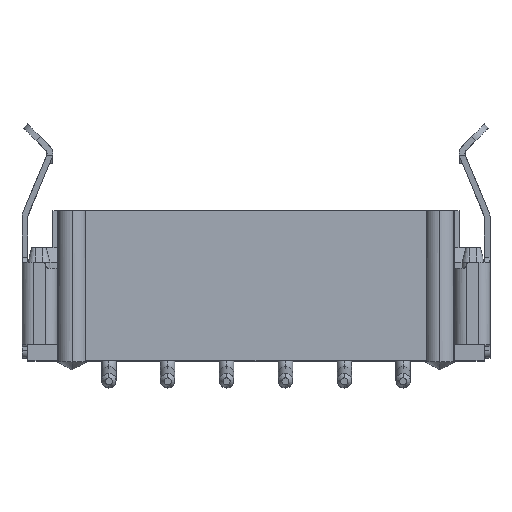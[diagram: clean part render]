
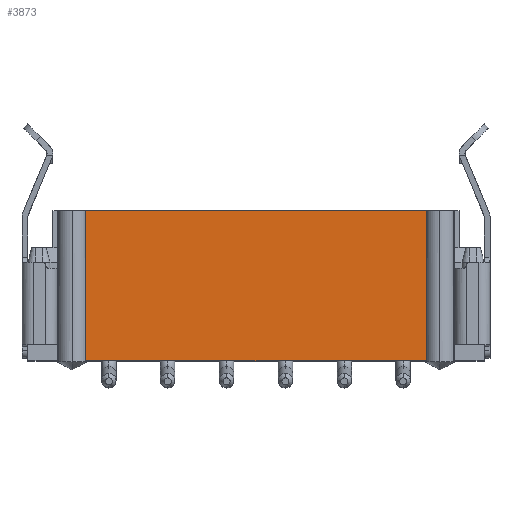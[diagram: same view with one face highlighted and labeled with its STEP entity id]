
A CAD part, top view. The second image highlights one B-rep face of the part: STEP entity #3873.
In plain terms, the highlighted planar face has unit normal (0, 0, 1).
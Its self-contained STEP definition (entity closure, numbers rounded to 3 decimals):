
#81=DIRECTION('',(-1.,0.,0.));
#82=VECTOR('',#81,11.583);
#83=CARTESIAN_POINT('',(5.792,0.,2.775));
#84=LINE('',#83,#82);
#621=DIRECTION('',(-1.,0.,0.));
#622=VECTOR('',#621,11.583);
#623=CARTESIAN_POINT('',(5.792,5.1,2.775));
#624=LINE('',#623,#622);
#765=DIRECTION('',(0.,1.,0.));
#766=VECTOR('',#765,5.1);
#767=CARTESIAN_POINT('',(-5.792,0.,2.775));
#768=LINE('',#767,#766);
#772=DIRECTION('',(0.,-1.,0.));
#773=VECTOR('',#772,5.1);
#774=CARTESIAN_POINT('',(5.792,5.1,2.775));
#775=LINE('',#774,#773);
#3257=CARTESIAN_POINT('',(5.792,0.,2.775));
#3259=VERTEX_POINT('',#3257);
#3265=CARTESIAN_POINT('',(5.792,5.1,2.775));
#3266=VERTEX_POINT('',#3265);
#3277=CARTESIAN_POINT('',(-5.792,0.,2.775));
#3279=VERTEX_POINT('',#3277);
#3285=CARTESIAN_POINT('',(-5.792,5.1,2.775));
#3286=VERTEX_POINT('',#3285);
#3860=CARTESIAN_POINT('',(6.75,0.,2.775));
#3861=DIRECTION('',(0.,0.,1.));
#3862=DIRECTION('',(-1.,0.,0.));
#3863=AXIS2_PLACEMENT_3D('',#3860,#3861,#3862);
#3864=PLANE('',#3863);
#3866=ORIENTED_EDGE('',*,*,#3865,.T.);
#3867=ORIENTED_EDGE('',*,*,#3794,.F.);
#3869=ORIENTED_EDGE('',*,*,#3868,.T.);
#3870=ORIENTED_EDGE('',*,*,#3482,.T.);
#3871=EDGE_LOOP('',(#3866,#3867,#3869,#3870));
#3872=FACE_OUTER_BOUND('',#3871,.F.);
#3482=EDGE_CURVE('',#3259,#3279,#84,.T.);
#3794=EDGE_CURVE('',#3266,#3286,#624,.T.);
#3865=EDGE_CURVE('',#3279,#3286,#768,.T.);
#3868=EDGE_CURVE('',#3266,#3259,#775,.T.);
#3873=ADVANCED_FACE('',(#3872),#3864,.T.);
